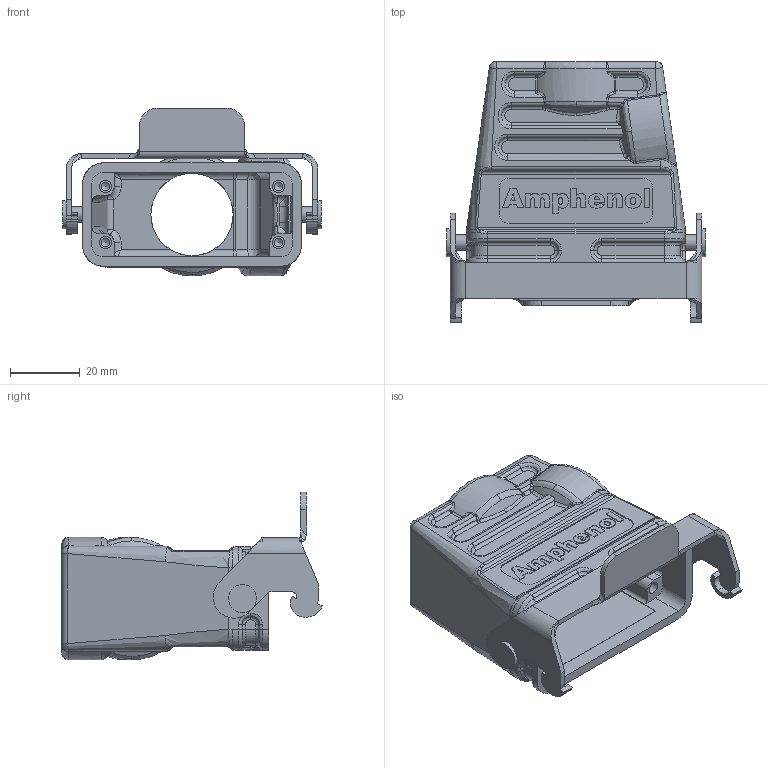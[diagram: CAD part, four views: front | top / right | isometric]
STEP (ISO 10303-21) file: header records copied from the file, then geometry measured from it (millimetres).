
FILE_DESCRIPTION(/* description */ (''),/* implementation_level */ '2;1');
FILE_NAME(/* name */ 'C3D_C146 21R015 804 2.stp',/* time_stamp */ '2022-01-05T06:38:19+01:00',/* author */ (''),/* organization */ (''),/* preprocessor_version */ 'ST-DEVELOPER v16.7',/* originating_system */ 'SIEMENS PLM Software NX 12.0',/* authorisation */ '');
FILE_SCHEMA (('AUTOMOTIVE_DESIGN { 1 0 10303 214 3 1 1 1 }'));
Length unit declared in the file: millimetre
Products named in the file (1): pwoe27BC603681u7
Bounding box: 73.9 x 74.53 x 47.92 mm (x, y, z)
Volume: 35034.2 mm3; surface area: 26032.4 mm2
Topology: 1 solids, 1 shells, 705 faces, 1750 edges, 1045 vertices
Faces by surface type: bspline 291, cylinder 182, plane 180, extrusion 23, cone 21, torus 6, sphere 2
Full cylindrical faces by diameter (mm): 2.49 x4, 2.5 x4, 3.5 x4, 4.5 x2, 8 x2, 23.539 x1
Entity records: 30804 total; most frequent: CARTESIAN_POINT 13005, ORIENTED_EDGE 3358, DIRECTION 2264, EDGE_CURVE 1679, VERTEX_POINT 1032, AXIS2_PLACEMENT_3D 883, EDGE_LOOP 755, ADVANCED_FACE 702
